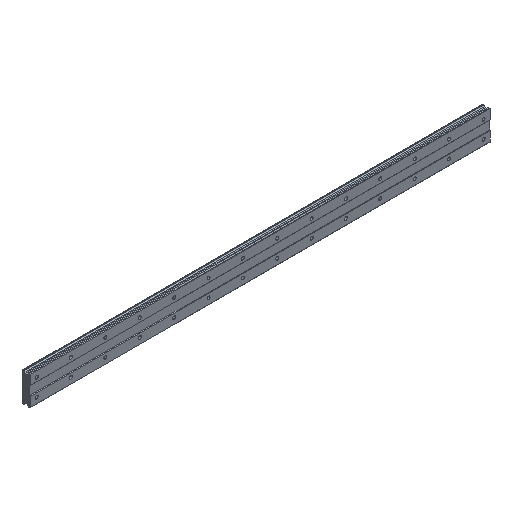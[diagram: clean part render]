
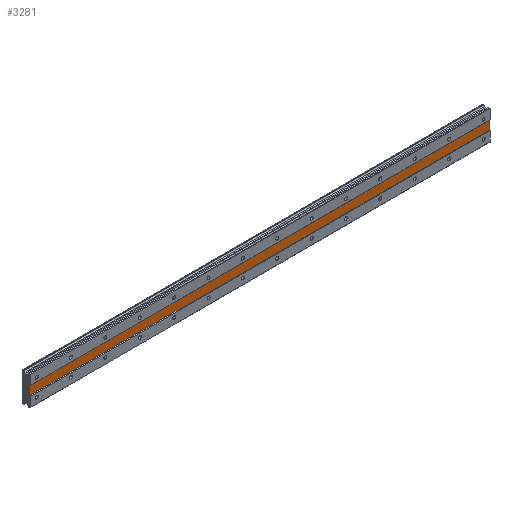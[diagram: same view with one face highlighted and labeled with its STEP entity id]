
A CAD part, isometric view. The second image highlights one B-rep face of the part: STEP entity #3281.
In plain terms, the highlighted planar face has unit normal (0, -1, 0).
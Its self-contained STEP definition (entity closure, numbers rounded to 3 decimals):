
#75 = LINE ( 'NONE', #3380, #304 ) ;
#304 = VECTOR ( 'NONE', #1290, 1000. ) ;
#340 = LINE ( 'NONE', #4919, #3114 ) ;
#409 = ORIENTED_EDGE ( 'NONE', *, *, #2793, .T. ) ;
#417 = DIRECTION ( 'NONE',  ( 0., 0., 1. ) ) ;
#480 = CARTESIAN_POINT ( 'NONE',  ( -15., 1., 10. ) ) ;
#724 = LINE ( 'NONE', #4048, #4329 ) ;
#1135 = EDGE_CURVE ( 'NONE', #2126, #4104, #340, .T. ) ;
#1191 = CARTESIAN_POINT ( 'NONE',  ( 1055., 1., 10. ) ) ;
#1290 = DIRECTION ( 'NONE',  ( -1., 0., 0. ) ) ;
#1412 = EDGE_CURVE ( 'NONE', #4177, #4104, #75, .T. ) ;
#1872 = VERTEX_POINT ( 'NONE', #4960 ) ;
#2126 = VERTEX_POINT ( 'NONE', #480 ) ;
#2325 = ORIENTED_EDGE ( 'NONE', *, *, #4562, .F. ) ;
#2440 = DIRECTION ( 'NONE',  ( 0., 0., -1. ) ) ;
#2494 = CARTESIAN_POINT ( 'NONE',  ( 1055., 1., -10. ) ) ;
#2539 = DIRECTION ( 'NONE',  ( -1., 0., 0. ) ) ;
#2793 = EDGE_CURVE ( 'NONE', #1872, #2126, #724, .T. ) ;
#2811 = VECTOR ( 'NONE', #3752, 1000. ) ;
#2925 = LINE ( 'NONE', #5019, #2811 ) ;
#3114 = VECTOR ( 'NONE', #2440, 1000. ) ;
#3257 = PLANE ( 'NONE',  #3741 ) ;
#3281 = ADVANCED_FACE ( 'NONE', ( #3285 ), #3257, .F. ) ;
#3285 = FACE_OUTER_BOUND ( 'NONE', #4411, .T. ) ;
#3380 = CARTESIAN_POINT ( 'NONE',  ( 1055., 1., -10. ) ) ;
#3533 = ORIENTED_EDGE ( 'NONE', *, *, #1412, .F. ) ;
#3741 = AXIS2_PLACEMENT_3D ( 'NONE', #1191, #4935, #417 ) ;
#3752 = DIRECTION ( 'NONE',  ( 0., 0., -1. ) ) ;
#4006 = ORIENTED_EDGE ( 'NONE', *, *, #1135, .T. ) ;
#4048 = CARTESIAN_POINT ( 'NONE',  ( 1055., 1., 10. ) ) ;
#4104 = VERTEX_POINT ( 'NONE', #4212 ) ;
#4177 = VERTEX_POINT ( 'NONE', #2494 ) ;
#4212 = CARTESIAN_POINT ( 'NONE',  ( -15., 1., -10. ) ) ;
#4329 = VECTOR ( 'NONE', #2539, 1000. ) ;
#4411 = EDGE_LOOP ( 'NONE', ( #3533, #2325, #409, #4006 ) ) ;
#4562 = EDGE_CURVE ( 'NONE', #1872, #4177, #2925, .T. ) ;
#4919 = CARTESIAN_POINT ( 'NONE',  ( -15., 1., 34.482 ) ) ;
#4935 = DIRECTION ( 'NONE',  ( 0., 1., 0. ) ) ;
#4960 = CARTESIAN_POINT ( 'NONE',  ( 1055., 1., 10. ) ) ;
#5019 = CARTESIAN_POINT ( 'NONE',  ( 1055., 1., 34.482 ) ) ;
